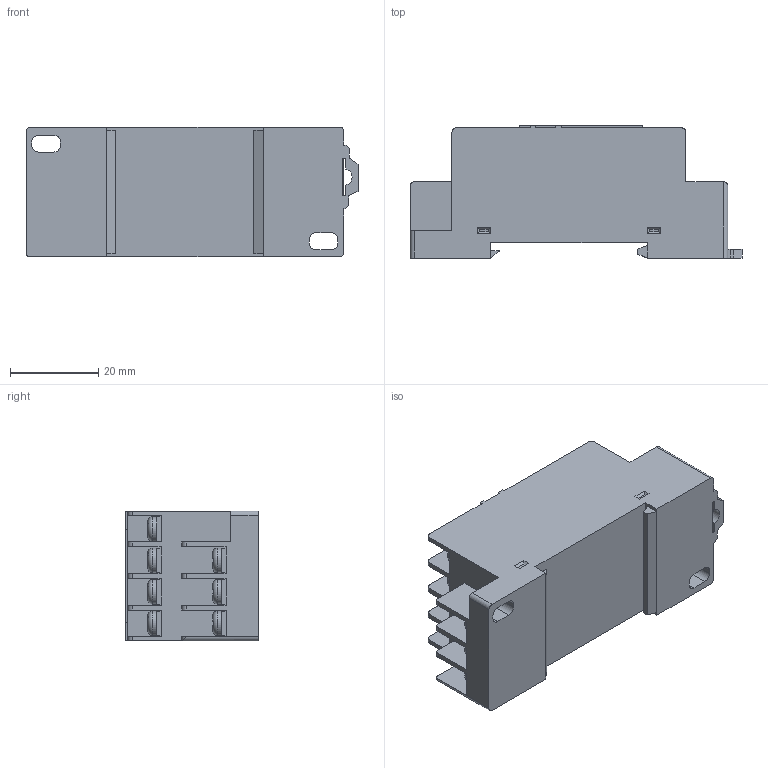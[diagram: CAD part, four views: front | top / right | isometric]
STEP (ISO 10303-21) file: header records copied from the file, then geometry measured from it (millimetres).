
FILE_DESCRIPTION (( 'STEP AP214' ), '1' );
FILE_NAME ('SQM14D.STEP', '2013-12-02T19:17:29', ( '' ), ( '' ), 'SwSTEP 2.0', 'SolidWorks 2013', '' );
FILE_SCHEMA (( 'AUTOMOTIVE_DESIGN' ));
Length unit declared in the file: millimetre
Products named in the file (1): SQM14D
Bounding box: 75.1 x 30 x 29.4 mm (x, y, z)
Volume: 44944 mm3; surface area: 13487.5 mm2
Topology: 2 solids, 2 shells, 640 faces, 1686 edges, 1084 vertices
Faces by surface type: plane 551, cylinder 61, torus 28
Entity records: 26627 total; most frequent: CARTESIAN_POINT 3717, ORIENTED_EDGE 3372, DIRECTION 3112, EDGE_CURVE 1686, VECTOR 1370, LINE 1370, VERTEX_POINT 1084, AXIS2_PLACEMENT_3D 871
